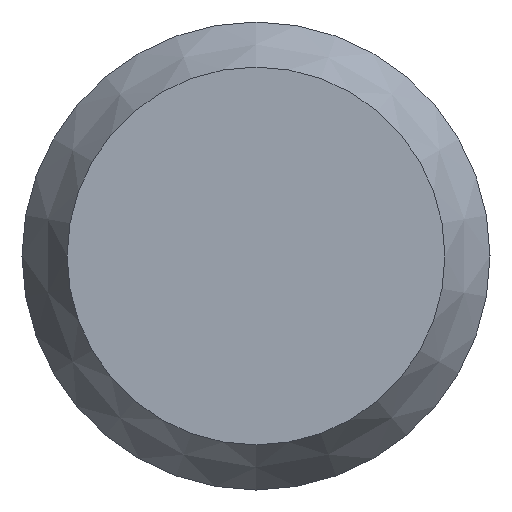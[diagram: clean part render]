
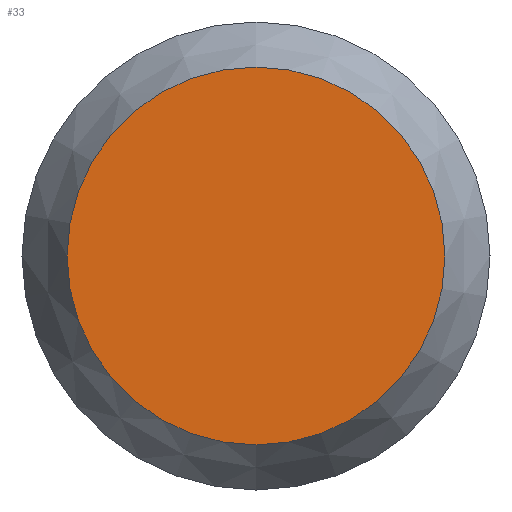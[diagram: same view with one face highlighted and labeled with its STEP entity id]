
A CAD part, left-side view. The second image highlights one B-rep face of the part: STEP entity #33.
In plain terms, the highlighted planar face has unit normal (-1, 0, 0).
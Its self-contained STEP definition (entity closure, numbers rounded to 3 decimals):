
#33 = ADVANCED_FACE( '', ( #68 ), #69, .F. );
#68 = FACE_OUTER_BOUND( '', #110, .T. );
#69 = PLANE( '', #111 );
#110 = EDGE_LOOP( '', ( #146 ) );
#111 = AXIS2_PLACEMENT_3D( '', #147, #148, #149 );
#146 = ORIENTED_EDGE( '', *, *, #198, .F. );
#147 = CARTESIAN_POINT( '', ( 0., 0., 0. ) );
#148 = DIRECTION( '', ( 1., 0., 0. ) );
#149 = DIRECTION( '', ( 0., 0., -1. ) );
#198 = EDGE_CURVE( '', #216, #216, #217, .T. );
#216 = VERTEX_POINT( '', #239 );
#217 = CIRCLE( '', #240, 1.211 );
#239 = CARTESIAN_POINT( '', ( 0., 0., -1.211 ) );
#240 = AXIS2_PLACEMENT_3D( '', #261, #262, #263 );
#261 = CARTESIAN_POINT( '', ( 0., 0., 0. ) );
#262 = DIRECTION( '', ( 1., 0., 0. ) );
#263 = DIRECTION( '', ( 0., 0., -1. ) );
